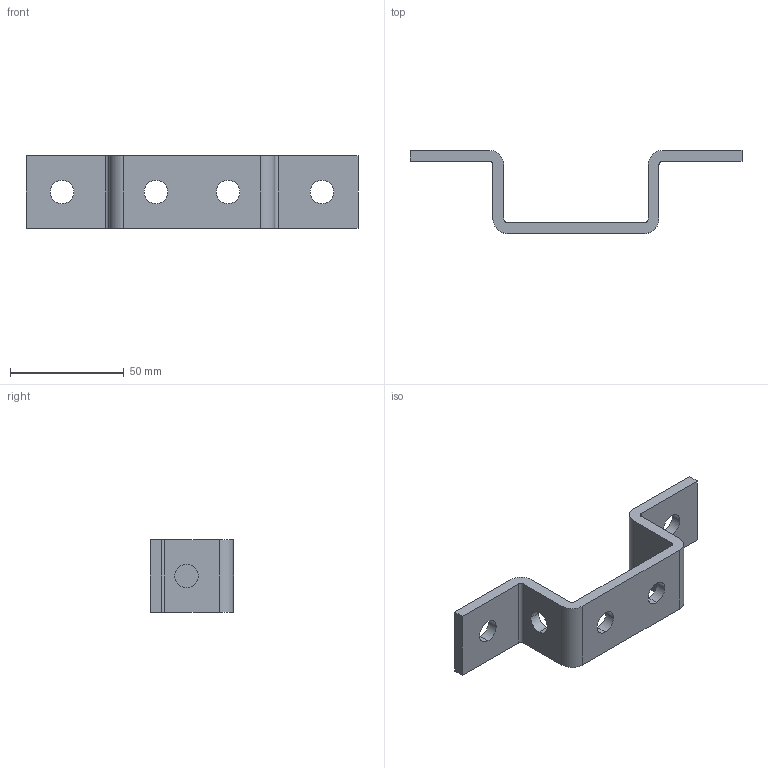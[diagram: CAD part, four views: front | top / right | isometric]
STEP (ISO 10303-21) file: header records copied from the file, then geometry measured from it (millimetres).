
FILE_DESCRIPTION(('TurboCAD Mac Pro'),'Build 980');
FILE_NAME('A5043.stp',' ',(''),(''),'ACIS Interop','IMSI','TurboCAD Mac Pro BY IMSI, INCORPORATED');
FILE_SCHEMA(('automotive_design'));
Length unit declared in the file: inch
Products named in the file (1): 1
Bounding box: 146.05 x 36.51 x 31.75 mm (x, y, z)
Volume: 28664.5 mm3; surface area: 15043 mm2
Topology: 1 solids, 1 shells, 42 faces, 120 edges, 80 vertices
Faces by surface type: bspline 28, plane 14
Entity records: 1892 total; most frequent: CARTESIAN_POINT 607, ORIENTED_EDGE 240, EDGE_CURVE 120, DIRECTION 94, VERTEX_POINT 80, LINE 64, VECTOR 64, B_SPLINE_CURVE_WITH_KNOTS 56
